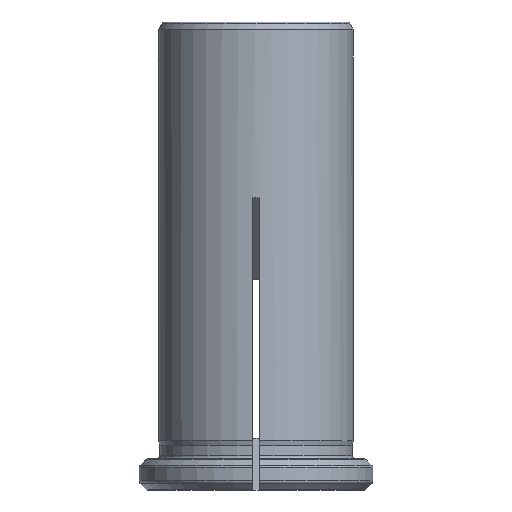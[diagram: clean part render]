
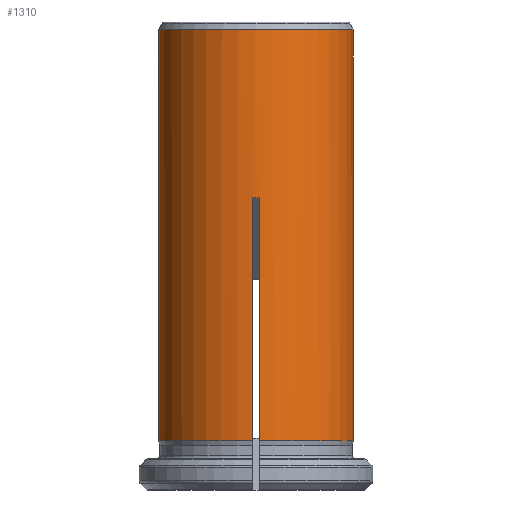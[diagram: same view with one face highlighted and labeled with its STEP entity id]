
A CAD part, front view. The second image highlights one B-rep face of the part: STEP entity #1310.
In plain terms, the highlighted cylindrical face has radius 12.5 mm (diameter 25 mm), a full revolution.
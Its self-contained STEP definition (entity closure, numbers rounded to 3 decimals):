
#28=ELLIPSE('',#1424,17.678,12.5);
#29=ELLIPSE('',#1426,17.678,12.5);
#30=ELLIPSE('',#1428,17.678,12.5);
#31=ELLIPSE('',#1430,17.678,12.5);
#163=CIRCLE('',#1394,12.5);
#175=CIRCLE('',#1423,12.5);
#176=CIRCLE('',#1425,12.5);
#177=CIRCLE('',#1427,12.5);
#178=CIRCLE('',#1429,12.5);
#296=ORIENTED_EDGE('',*,*,#693,.T.);
#297=ORIENTED_EDGE('',*,*,#694,.F.);
#298=ORIENTED_EDGE('',*,*,#695,.F.);
#299=ORIENTED_EDGE('',*,*,#696,.T.);
#300=ORIENTED_EDGE('',*,*,#697,.F.);
#301=ORIENTED_EDGE('',*,*,#698,.F.);
#302=ORIENTED_EDGE('',*,*,#699,.F.);
#303=ORIENTED_EDGE('',*,*,#700,.T.);
#304=ORIENTED_EDGE('',*,*,#701,.F.);
#305=ORIENTED_EDGE('',*,*,#702,.F.);
#306=ORIENTED_EDGE('',*,*,#703,.F.);
#307=ORIENTED_EDGE('',*,*,#704,.T.);
#308=ORIENTED_EDGE('',*,*,#705,.F.);
#309=ORIENTED_EDGE('',*,*,#706,.F.);
#310=ORIENTED_EDGE('',*,*,#707,.F.);
#311=ORIENTED_EDGE('',*,*,#708,.T.);
#312=ORIENTED_EDGE('',*,*,#640,.F.);
#640=EDGE_CURVE('',#841,#842,#163,.F.);
#693=EDGE_CURVE('',#886,#886,#175,.T.);
#694=EDGE_CURVE('',#887,#841,#995,.F.);
#695=EDGE_CURVE('',#888,#887,#28,.T.);
#696=EDGE_CURVE('',#888,#889,#996,.F.);
#697=EDGE_CURVE('',#890,#889,#176,.F.);
#698=EDGE_CURVE('',#891,#890,#997,.F.);
#699=EDGE_CURVE('',#892,#891,#29,.T.);
#700=EDGE_CURVE('',#892,#893,#998,.F.);
#701=EDGE_CURVE('',#894,#893,#177,.F.);
#702=EDGE_CURVE('',#895,#894,#999,.F.);
#703=EDGE_CURVE('',#896,#895,#30,.T.);
#704=EDGE_CURVE('',#896,#897,#1000,.F.);
#705=EDGE_CURVE('',#898,#897,#178,.F.);
#706=EDGE_CURVE('',#899,#898,#1001,.F.);
#707=EDGE_CURVE('',#900,#899,#31,.T.);
#708=EDGE_CURVE('',#900,#842,#1002,.F.);
#841=VERTEX_POINT('',#1930);
#842=VERTEX_POINT('',#1932);
#886=VERTEX_POINT('',#2077);
#887=VERTEX_POINT('',#2079);
#888=VERTEX_POINT('',#2081);
#889=VERTEX_POINT('',#2083);
#890=VERTEX_POINT('',#2085);
#891=VERTEX_POINT('',#2087);
#892=VERTEX_POINT('',#2089);
#893=VERTEX_POINT('',#2091);
#894=VERTEX_POINT('',#2093);
#895=VERTEX_POINT('',#2095);
#896=VERTEX_POINT('',#2097);
#897=VERTEX_POINT('',#2099);
#898=VERTEX_POINT('',#2101);
#899=VERTEX_POINT('',#2103);
#900=VERTEX_POINT('',#2105);
#995=LINE('',#2078,#1063);
#996=LINE('',#2082,#1064);
#997=LINE('',#2086,#1065);
#998=LINE('',#2090,#1066);
#999=LINE('',#2094,#1067);
#1000=LINE('',#2098,#1068);
#1001=LINE('',#2102,#1069);
#1002=LINE('',#2106,#1070);
#1063=VECTOR('',#1638,1000.);
#1064=VECTOR('',#1641,1000.);
#1065=VECTOR('',#1644,1000.);
#1066=VECTOR('',#1647,1000.);
#1067=VECTOR('',#1650,1000.);
#1068=VECTOR('',#1653,1000.);
#1069=VECTOR('',#1656,1000.);
#1070=VECTOR('',#1659,1000.);
#1124=EDGE_LOOP('',(#296));
#1125=EDGE_LOOP('',(#297,#298,#299,#300,#301,#302,#303,#304,#305,#306,#307,
#308,#309,#310,#311,#312));
#1214=FACE_BOUND('',#1124,.T.);
#1215=FACE_BOUND('',#1125,.T.);
#1288=CYLINDRICAL_SURFACE('',#1422,12.5);
#1310=ADVANCED_FACE('',(#1214,#1215),#1288,.T.);
#1394=AXIS2_PLACEMENT_3D('',#1931,#1558,#1559);
#1422=AXIS2_PLACEMENT_3D('',#2075,#1634,#1635);
#1423=AXIS2_PLACEMENT_3D('',#2076,#1636,#1637);
#1424=AXIS2_PLACEMENT_3D('',#2080,#1639,#1640);
#1425=AXIS2_PLACEMENT_3D('',#2084,#1642,#1643);
#1426=AXIS2_PLACEMENT_3D('',#2088,#1645,#1646);
#1427=AXIS2_PLACEMENT_3D('',#2092,#1648,#1649);
#1428=AXIS2_PLACEMENT_3D('',#2096,#1651,#1652);
#1429=AXIS2_PLACEMENT_3D('',#2100,#1654,#1655);
#1430=AXIS2_PLACEMENT_3D('',#2104,#1657,#1658);
#1558=DIRECTION('',(0.,0.,1.));
#1559=DIRECTION('',(1.,0.,0.));
#1634=DIRECTION('',(0.,0.,1.));
#1635=DIRECTION('',(1.,0.,0.));
#1636=DIRECTION('',(0.,0.,-1.));
#1637=DIRECTION('',(-1.,0.,0.));
#1638=DIRECTION('',(0.,0.,1.));
#1639=DIRECTION('',(0.,0.707,-0.707));
#1640=DIRECTION('',(0.,0.707,0.707));
#1641=DIRECTION('',(0.,0.,1.));
#1642=DIRECTION('',(0.,0.,1.));
#1643=DIRECTION('',(1.,0.,0.));
#1644=DIRECTION('',(0.,0.,1.));
#1645=DIRECTION('',(-0.707,0.,-0.707));
#1646=DIRECTION('',(-0.707,0.,0.707));
#1647=DIRECTION('',(0.,0.,1.));
#1648=DIRECTION('',(0.,0.,1.));
#1649=DIRECTION('',(1.,0.,0.));
#1650=DIRECTION('',(0.,0.,1.));
#1651=DIRECTION('',(0.,-0.707,-0.707));
#1652=DIRECTION('',(0.,-0.707,0.707));
#1653=DIRECTION('',(0.,0.,1.));
#1654=DIRECTION('',(0.,0.,1.));
#1655=DIRECTION('',(1.,0.,0.));
#1656=DIRECTION('',(0.,0.,1.));
#1657=DIRECTION('',(0.707,0.,-0.707));
#1658=DIRECTION('',(0.707,0.,0.707));
#1659=DIRECTION('',(0.,0.,1.));
#1930=CARTESIAN_POINT('',(0.4,12.494,2.313));
#1931=CARTESIAN_POINT('',(0.,0.,2.313));
#1932=CARTESIAN_POINT('',(12.494,0.4,2.313));
#2075=CARTESIAN_POINT('',(0.,0.,60.));
#2076=CARTESIAN_POINT('',(0.,0.,54.986));
#2077=CARTESIAN_POINT('',(-12.5,0.,54.986));
#2078=CARTESIAN_POINT('',(0.4,12.494,60.));
#2079=CARTESIAN_POINT('',(0.4,12.494,33.494));
#2080=CARTESIAN_POINT('',(0.,0.,21.));
#2081=CARTESIAN_POINT('',(-0.4,12.494,33.494));
#2082=CARTESIAN_POINT('',(-0.4,12.494,60.));
#2083=CARTESIAN_POINT('',(-0.4,12.494,2.313));
#2084=CARTESIAN_POINT('',(0.,0.,2.313));
#2085=CARTESIAN_POINT('',(-12.494,0.4,2.313));
#2086=CARTESIAN_POINT('',(-12.494,0.4,60.));
#2087=CARTESIAN_POINT('',(-12.494,0.4,33.494));
#2088=CARTESIAN_POINT('',(0.,0.,21.));
#2089=CARTESIAN_POINT('',(-12.494,-0.4,33.494));
#2090=CARTESIAN_POINT('',(-12.494,-0.4,60.));
#2091=CARTESIAN_POINT('',(-12.494,-0.4,2.313));
#2092=CARTESIAN_POINT('',(0.,0.,2.313));
#2093=CARTESIAN_POINT('',(-0.4,-12.494,2.313));
#2094=CARTESIAN_POINT('',(-0.4,-12.494,60.));
#2095=CARTESIAN_POINT('',(-0.4,-12.494,33.494));
#2096=CARTESIAN_POINT('',(0.,0.,21.));
#2097=CARTESIAN_POINT('',(0.4,-12.494,33.494));
#2098=CARTESIAN_POINT('',(0.4,-12.494,60.));
#2099=CARTESIAN_POINT('',(0.4,-12.494,2.313));
#2100=CARTESIAN_POINT('',(0.,0.,2.313));
#2101=CARTESIAN_POINT('',(12.494,-0.4,2.313));
#2102=CARTESIAN_POINT('',(12.494,-0.4,60.));
#2103=CARTESIAN_POINT('',(12.494,-0.4,33.494));
#2104=CARTESIAN_POINT('',(0.,0.,21.));
#2105=CARTESIAN_POINT('',(12.494,0.4,33.494));
#2106=CARTESIAN_POINT('',(12.494,0.4,60.));
